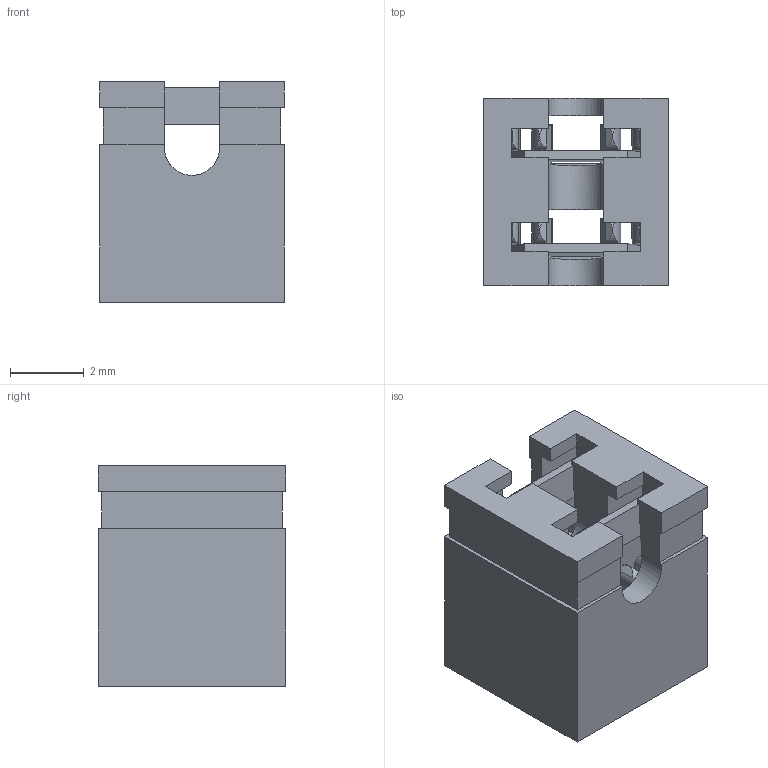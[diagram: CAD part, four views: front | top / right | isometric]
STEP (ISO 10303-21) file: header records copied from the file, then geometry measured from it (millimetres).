
FILE_DESCRIPTION( ( 'Unknown' ), '1' );
FILE_NAME( '60910213421.stp', 'Unknown', ( 'Unknown' ), ( 'Unknown' ), 'PSStep 14.0', 'Unknown', ' ' );
FILE_SCHEMA( ( 'AUTOMOTIVE_DESIGN { 1 0 10303 214 1 1 1 1 }' ) );
Length unit declared in the file: millimetre
Products named in the file (3): Assem1; 60910213421; 6091xx13421
Assembly tree (3 placements, depth 2):
  Assem1
    60910213421
    6091xx13421  x2
Bounding box: 5 x 5.08 x 5.98 mm (x, y, z)
Volume: 85.2 mm3; surface area: 397.7 mm2
Topology: 3 solids, 3 shells, 248 faces, 660 edges, 416 vertices
Faces by surface type: plane 161, cylinder 83, extrusion 4
Entity records: 6074 total; most frequent: CARTESIAN_POINT 934, ORIENTED_EDGE 828, DIRECTION 780, EDGE_CURVE 414, VECTOR 316, LINE 314, VERTEX_POINT 264, AXIS2_PLACEMENT_3D 232
